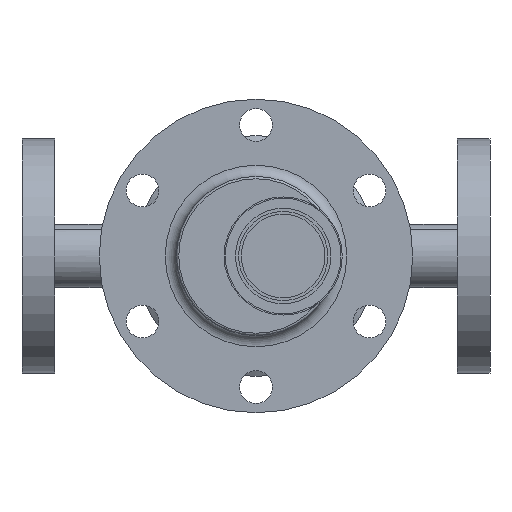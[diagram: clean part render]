
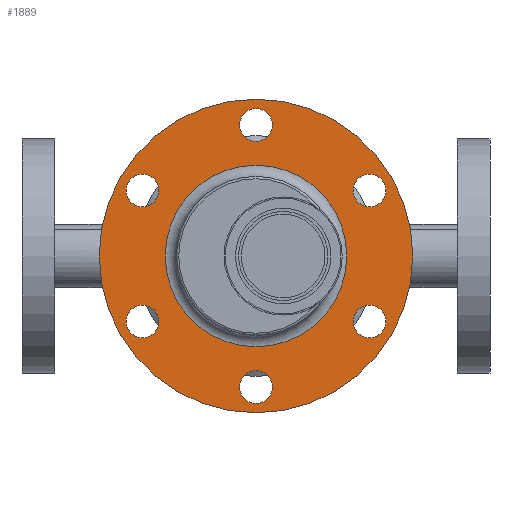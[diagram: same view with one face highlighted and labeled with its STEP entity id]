
A CAD part, left-side view. The second image highlights one B-rep face of the part: STEP entity #1889.
In plain terms, the highlighted planar face has unit normal (-1, 0, 0).
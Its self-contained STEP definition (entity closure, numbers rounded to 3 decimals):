
#285=FACE_BOUND('',#640,.T.);
#286=FACE_BOUND('',#641,.T.);
#287=FACE_BOUND('',#642,.T.);
#288=FACE_BOUND('',#643,.T.);
#289=FACE_BOUND('',#644,.T.);
#290=FACE_BOUND('',#645,.T.);
#291=FACE_BOUND('',#646,.T.);
#334=PLANE('',#2200);
#448=FACE_OUTER_BOUND('',#639,.T.);
#639=EDGE_LOOP('',(#1718));
#640=EDGE_LOOP('',(#1719));
#641=EDGE_LOOP('',(#1720));
#642=EDGE_LOOP('',(#1721));
#643=EDGE_LOOP('',(#1722));
#644=EDGE_LOOP('',(#1723));
#645=EDGE_LOOP('',(#1724));
#646=EDGE_LOOP('',(#1725,#1726));
#715=CIRCLE('',#1992,7.);
#719=CIRCLE('',#1998,7.);
#723=CIRCLE('',#2004,7.);
#727=CIRCLE('',#2010,7.);
#731=CIRCLE('',#2016,7.);
#735=CIRCLE('',#2022,7.);
#837=CIRCLE('',#2199,67.);
#838=CIRCLE('',#2201,38.798);
#839=CIRCLE('',#2202,38.798);
#891=VERTEX_POINT('',#3008);
#895=VERTEX_POINT('',#3020);
#899=VERTEX_POINT('',#3032);
#903=VERTEX_POINT('',#3044);
#907=VERTEX_POINT('',#3056);
#911=VERTEX_POINT('',#3068);
#1004=VERTEX_POINT('',#3546);
#1005=VERTEX_POINT('',#3550);
#1006=VERTEX_POINT('',#3551);
#1078=EDGE_CURVE('',#891,#891,#715,.T.);
#1084=EDGE_CURVE('',#895,#895,#719,.T.);
#1090=EDGE_CURVE('',#899,#899,#723,.T.);
#1096=EDGE_CURVE('',#903,#903,#727,.T.);
#1102=EDGE_CURVE('',#907,#907,#731,.T.);
#1108=EDGE_CURVE('',#911,#911,#735,.T.);
#1249=EDGE_CURVE('',#1004,#1004,#837,.T.);
#1251=EDGE_CURVE('',#1005,#1006,#838,.T.);
#1252=EDGE_CURVE('',#1006,#1005,#839,.T.);
#1718=ORIENTED_EDGE('',*,*,#1249,.T.);
#1719=ORIENTED_EDGE('',*,*,#1078,.T.);
#1720=ORIENTED_EDGE('',*,*,#1084,.T.);
#1721=ORIENTED_EDGE('',*,*,#1090,.T.);
#1722=ORIENTED_EDGE('',*,*,#1096,.T.);
#1723=ORIENTED_EDGE('',*,*,#1102,.T.);
#1724=ORIENTED_EDGE('',*,*,#1108,.T.);
#1725=ORIENTED_EDGE('',*,*,#1251,.F.);
#1726=ORIENTED_EDGE('',*,*,#1252,.F.);
#1889=ADVANCED_FACE('',(#448,#285,#286,#287,#288,#289,#290,#291),#334,.T.);
#1992=AXIS2_PLACEMENT_3D('',#3009,#2382,#2383);
#1998=AXIS2_PLACEMENT_3D('',#3021,#2396,#2397);
#2004=AXIS2_PLACEMENT_3D('',#3033,#2410,#2411);
#2010=AXIS2_PLACEMENT_3D('',#3045,#2424,#2425);
#2016=AXIS2_PLACEMENT_3D('',#3057,#2438,#2439);
#2022=AXIS2_PLACEMENT_3D('',#3069,#2452,#2453);
#2199=AXIS2_PLACEMENT_3D('',#3547,#2836,#2837);
#2200=AXIS2_PLACEMENT_3D('',#3549,#2839,#2840);
#2201=AXIS2_PLACEMENT_3D('',#3552,#2841,#2842);
#2202=AXIS2_PLACEMENT_3D('',#3553,#2843,#2844);
#2382=DIRECTION('center_axis',(1.,0.,0.));
#2383=DIRECTION('ref_axis',(0.,0.,1.));
#2396=DIRECTION('center_axis',(1.,0.,0.));
#2397=DIRECTION('ref_axis',(0.,0.,1.));
#2410=DIRECTION('center_axis',(1.,0.,0.));
#2411=DIRECTION('ref_axis',(0.,0.,1.));
#2424=DIRECTION('center_axis',(1.,0.,0.));
#2425=DIRECTION('ref_axis',(0.,0.,1.));
#2438=DIRECTION('center_axis',(1.,0.,0.));
#2439=DIRECTION('ref_axis',(0.,0.,1.));
#2452=DIRECTION('center_axis',(1.,0.,0.));
#2453=DIRECTION('ref_axis',(0.,0.,1.));
#2836=DIRECTION('center_axis',(-1.,0.,0.));
#2837=DIRECTION('ref_axis',(0.,0.,1.));
#2839=DIRECTION('center_axis',(-1.,0.,0.));
#2840=DIRECTION('ref_axis',(0.,0.,1.));
#2841=DIRECTION('center_axis',(-1.,0.,0.));
#2842=DIRECTION('ref_axis',(0.,0.,1.));
#2843=DIRECTION('center_axis',(-1.,0.,0.));
#2844=DIRECTION('ref_axis',(0.,0.,1.));
#3008=CARTESIAN_POINT('',(-1020.,0.,-63.));
#3009=CARTESIAN_POINT('Origin',(-1020.,0.,-56.));
#3020=CARTESIAN_POINT('',(-1020.,48.497,21.));
#3021=CARTESIAN_POINT('Origin',(-1020.,48.497,28.));
#3032=CARTESIAN_POINT('',(-1020.,-48.497,21.));
#3033=CARTESIAN_POINT('Origin',(-1020.,-48.497,28.));
#3044=CARTESIAN_POINT('',(-1020.,-48.497,-35.));
#3045=CARTESIAN_POINT('Origin',(-1020.,-48.497,-28.));
#3056=CARTESIAN_POINT('',(-1020.,48.497,-35.));
#3057=CARTESIAN_POINT('Origin',(-1020.,48.497,-28.));
#3068=CARTESIAN_POINT('',(-1020.,0.,49.));
#3069=CARTESIAN_POINT('Origin',(-1020.,0.,56.));
#3546=CARTESIAN_POINT('',(-1020.,-67.,0.));
#3547=CARTESIAN_POINT('Origin',(-1020.,0.,0.));
#3549=CARTESIAN_POINT('Origin',(-1020.,38.798,0.));
#3550=CARTESIAN_POINT('',(-1020.002,38.798,0.));
#3551=CARTESIAN_POINT('',(-1020.002,0.,-38.798));
#3552=CARTESIAN_POINT('Origin',(-1020.002,0.,
0.));
#3553=CARTESIAN_POINT('Origin',(-1020.002,0.,
0.));
